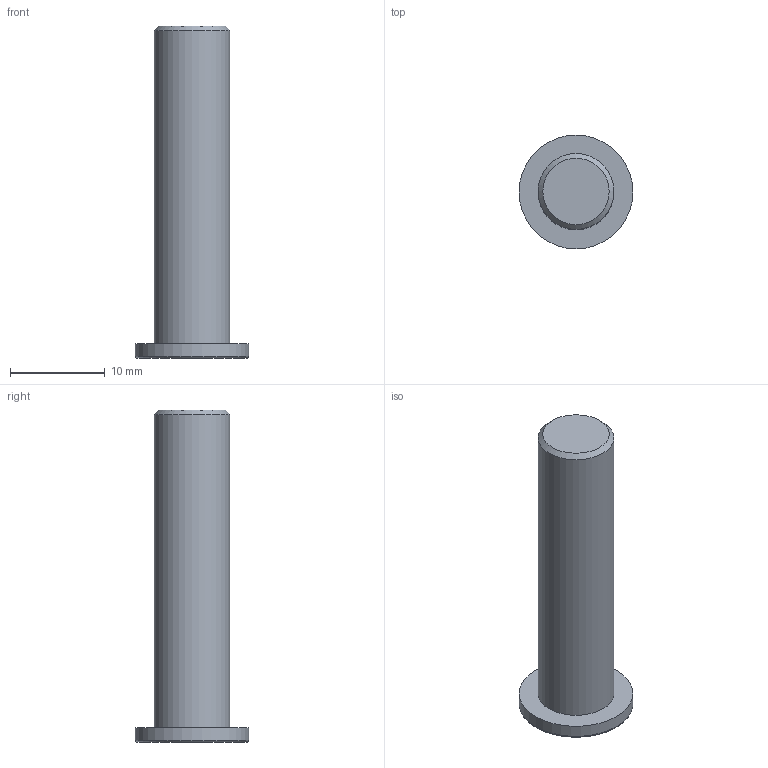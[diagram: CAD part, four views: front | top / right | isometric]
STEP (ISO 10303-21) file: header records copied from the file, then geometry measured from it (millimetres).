
FILE_DESCRIPTION(/* description */ ('PERNO D8 x 35 SUPP. MOLLA GAS FE ZINC.'),/* implementation_level */ '2;1');
FILE_NAME(/* name */ 'DPEMG0000001.stp',/* time_stamp */ '2018-01-30T15:15:19+01:00',/* author */ ('fzagni'),/* organization */ (''),/* preprocessor_version */ 'ST-DEVELOPER v16.1',/* originating_system */ 'Autodesk Inventor 2016',/* authorisation */ '');
FILE_SCHEMA (('AUTOMOTIVE_DESIGN { 1 0 10303 214 3 1 1 }'));
Length unit declared in the file: millimetre
Products named in the file (1): XT10402
Bounding box: 12 x 12 x 35 mm (x, y, z)
Volume: 1850.2 mm3; surface area: 1113.7 mm2
Topology: 1 solids, 1 shells, 7 faces, 10 edges, 6 vertices
Faces by surface type: plane 3, cylinder 2, torus 1, cone 1
Full cylindrical faces by diameter (mm): 8 x1, 12 x1
Entity records: 158 total; most frequent: DIRECTION 28, CARTESIAN_POINT 20, AXIS2_PLACEMENT_3D 14, EDGE_LOOP 12, ORIENTED_EDGE 12, FACE_OUTER_BOUND 7, ADVANCED_FACE 7, CIRCLE 6
